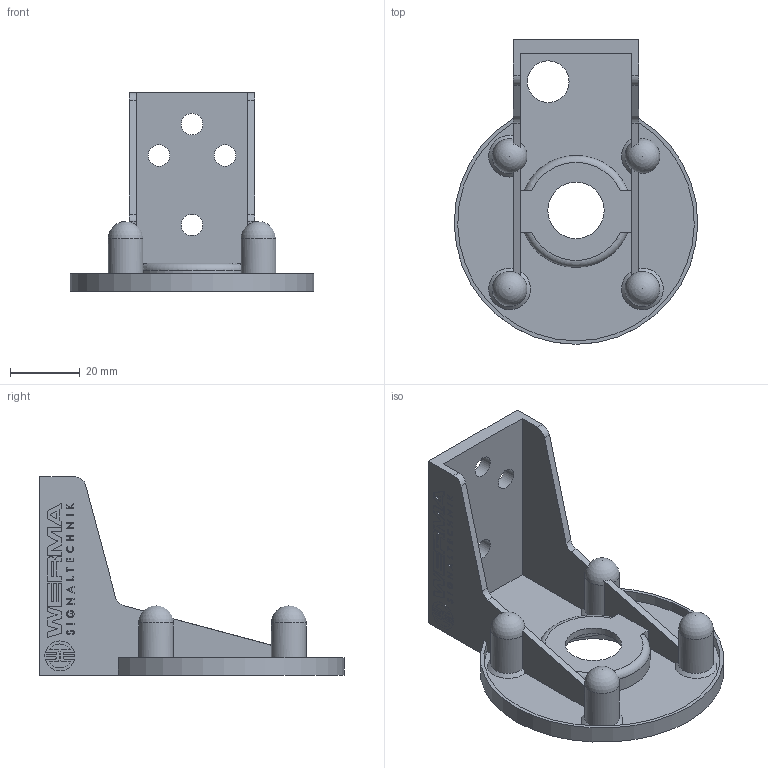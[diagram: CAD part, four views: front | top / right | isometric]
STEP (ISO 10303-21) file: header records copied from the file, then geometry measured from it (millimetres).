
FILE_DESCRIPTION(/* description */ ('Customer part'),/* implementation_level */ '2;1');
FILE_NAME(/* name */ '800000010041_PRT_000.step',/* time_stamp */ '2018-07-16T18:22:15+02:00',/* author */ ('IMPORT'),/* organization */ ('WERMA Signaltechnik GmbH+Co.KG'),/* preprocessor_version */ 'ST-DEVELOPER v17',/* originating_system */ 'Autodesk Inventor 2018',/* authorisation */ 'public');
FILE_SCHEMA (('AUTOMOTIVE_DESIGN { 1 0 10303 214 3 1 1 }'));
Length unit declared in the file: millimetre
Products named in the file (1): 800000010041
Bounding box: 70 x 87.5 x 57 mm (x, y, z)
Volume: 25088.4 mm3; surface area: 23885.5 mm2
Topology: 1 solids, 1 shells, 620 faces, 1658 edges, 1104 vertices
Faces by surface type: plane 482, cylinder 124, cone 8, sphere 4, torus 2
Full cylindrical faces by diameter (mm): 4.4 x4, 6.2 x8, 8 x1, 10 x2, 12 x1, 16.2 x1, 28.18 x1
Entity records: 19255 total; most frequent: CARTESIAN_POINT 3431, ORIENTED_EDGE 3308, DIRECTION 3166, EDGE_CURVE 1654, LINE 1360, VECTOR 1360, VERTEX_POINT 1104, AXIS2_PLACEMENT_3D 903
